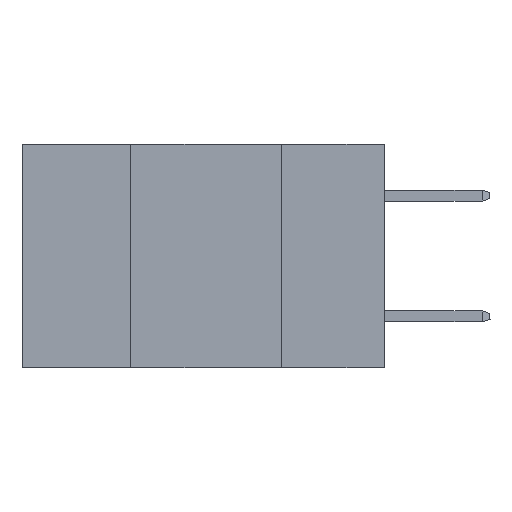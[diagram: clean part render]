
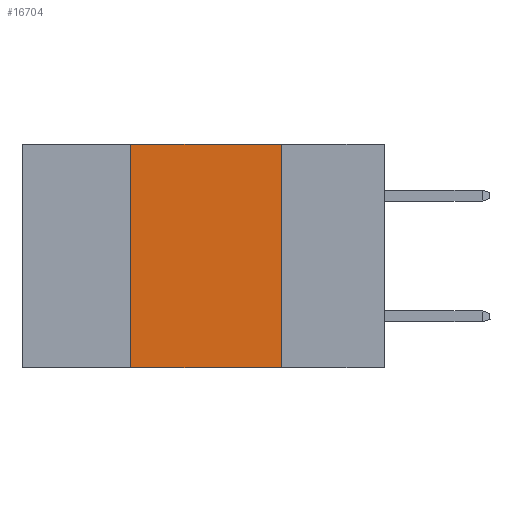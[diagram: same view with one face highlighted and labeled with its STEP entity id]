
A CAD part, left-side view. The second image highlights one B-rep face of the part: STEP entity #16704.
In plain terms, the highlighted planar face has unit normal (-1, 0, 0).
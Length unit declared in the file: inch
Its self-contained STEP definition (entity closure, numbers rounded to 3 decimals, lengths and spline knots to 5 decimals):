
#343 = LINE ( 'NONE', #7525, #7163 ) ;
#1026 = EDGE_CURVE ( 'NONE', #1677, #10905, #6352, .T. ) ;
#1162 = CARTESIAN_POINT ( 'NONE',  ( 0., 0.42, 0. ) ) ;
#1677 = VERTEX_POINT ( 'NONE', #15707 ) ;
#2158 = LINE ( 'NONE', #12828, #16881 ) ;
#2364 = AXIS2_PLACEMENT_3D ( 'NONE', #3629, #17838, #9388 ) ;
#3183 = FACE_OUTER_BOUND ( 'NONE', #3647, .T. ) ;
#3629 = CARTESIAN_POINT ( 'NONE',  ( 0., 0.6, 0. ) ) ;
#3647 = EDGE_LOOP ( 'NONE', ( #8034, #6948, #10740, #9614 ) ) ;
#3962 = EDGE_CURVE ( 'NONE', #9193, #1677, #14093, .T. ) ;
#4910 = EDGE_CURVE ( 'NONE', #6297, #9193, #2158, .T. ) ;
#6297 = VERTEX_POINT ( 'NONE', #8586 ) ;
#6352 = LINE ( 'NONE', #6722, #13515 ) ;
#6722 = CARTESIAN_POINT ( 'NONE',  ( 0., 0.17, -0.37 ) ) ;
#6948 = ORIENTED_EDGE ( 'NONE', *, *, #3962, .F. ) ;
#7163 = VECTOR ( 'NONE', #11847, 39.37008 ) ;
#7364 = VECTOR ( 'NONE', #9535, 39.37008 ) ;
#7525 = CARTESIAN_POINT ( 'NONE',  ( 0., 0.6, -0.37 ) ) ;
#7960 = PLANE ( 'NONE',  #2364 ) ;
#8034 = ORIENTED_EDGE ( 'NONE', *, *, #1026, .F. ) ;
#8586 = CARTESIAN_POINT ( 'NONE',  ( 0., 0.42, -0.37 ) ) ;
#8752 = EDGE_CURVE ( 'NONE', #6297, #10905, #343, .T. ) ;
#9193 = VERTEX_POINT ( 'NONE', #1162 ) ;
#9388 = DIRECTION ( 'NONE',  ( 0., 0., -1. ) ) ;
#9535 = DIRECTION ( 'NONE',  ( 0., -1., 0. ) ) ;
#9563 = CARTESIAN_POINT ( 'NONE',  ( 0., 0.6, 0. ) ) ;
#9614 = ORIENTED_EDGE ( 'NONE', *, *, #8752, .T. ) ;
#10740 = ORIENTED_EDGE ( 'NONE', *, *, #4910, .F. ) ;
#10905 = VERTEX_POINT ( 'NONE', #17882 ) ;
#11847 = DIRECTION ( 'NONE',  ( 0., -1., 0. ) ) ;
#12828 = CARTESIAN_POINT ( 'NONE',  ( 0., 0.42, -0.37 ) ) ;
#13515 = VECTOR ( 'NONE', #18377, 39.37008 ) ;
#13999 = DIRECTION ( 'NONE',  ( 0., 0., 1. ) ) ;
#14093 = LINE ( 'NONE', #9563, #7364 ) ;
#15707 = CARTESIAN_POINT ( 'NONE',  ( 0., 0.17, 0. ) ) ;
#16704 = ADVANCED_FACE ( 'NONE', ( #3183 ), #7960, .F. ) ;
#16881 = VECTOR ( 'NONE', #13999, 39.37008 ) ;
#17838 = DIRECTION ( 'NONE',  ( 1., 0., 0. ) ) ;
#17882 = CARTESIAN_POINT ( 'NONE',  ( 0., 0.17, -0.37 ) ) ;
#18377 = DIRECTION ( 'NONE',  ( 0., 0., -1. ) ) ;
